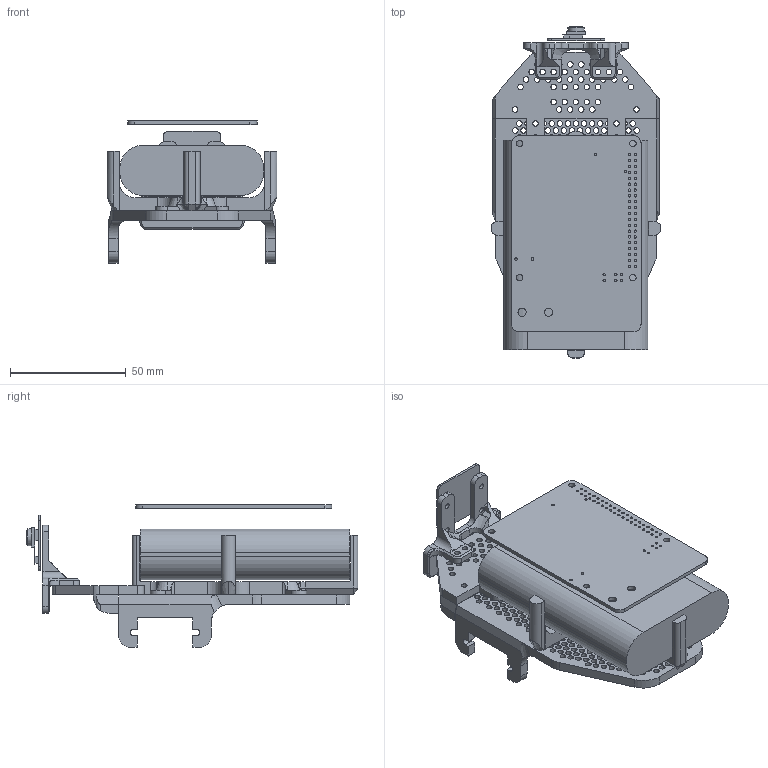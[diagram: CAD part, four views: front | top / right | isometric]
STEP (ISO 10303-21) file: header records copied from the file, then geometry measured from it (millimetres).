
FILE_DESCRIPTION(/* description */ (''),/* implementation_level */ '2;1');
FILE_NAME(/* name */ 'CarBaseAcc v24.step',/* time_stamp */ '2022-01-09T14:20:23-08:00',/* author */ (''),/* organization */ (''),/* preprocessor_version */ 'ST-DEVELOPER v18.1',/* originating_system */ 'Autodesk Translation Framework v10.10.0.1391',/* authorisation */ '');
FILE_SCHEMA (('AUTOMOTIVE_DESIGN { 1 0 10303 214 3 1 1 }'));
Length unit declared in the file: millimetre
Products named in the file (4): CarBaseAcc; CarBase; Pi3 PCB; Pi Cam V2.1
Assembly tree (3 placements, depth 2):
  CarBaseAcc
    CarBase
    Pi3 PCB
    Pi Cam V2.1
Bounding box: 73.55 x 143.62 x 61.6 mm (x, y, z)
Volume: 170377.9 mm3; surface area: 69288.2 mm2
Topology: 7 solids, 7 shells, 1070 faces, 4052 edges, 3093 vertices
Faces by surface type: cylinder 607, plane 391, cone 36, bspline 35, sphere 1
Full cylindrical faces by diameter (mm): 1 x48, 1.2 x2, 1.5 x1, 2 x4, 2.3 x4, 2.4 x424, 2.75 x4, 3.5 x2, 6 x8, 6.25 x1, 7.25 x1
Entity records: 50396 total; most frequent: CARTESIAN_POINT 13985, ORIENTED_EDGE 8092, DIRECTION 6309, EDGE_CURVE 4046, VERTEX_POINT 3093, AXIS2_PLACEMENT_3D 2321, EDGE_LOOP 2176, LINE 1667
